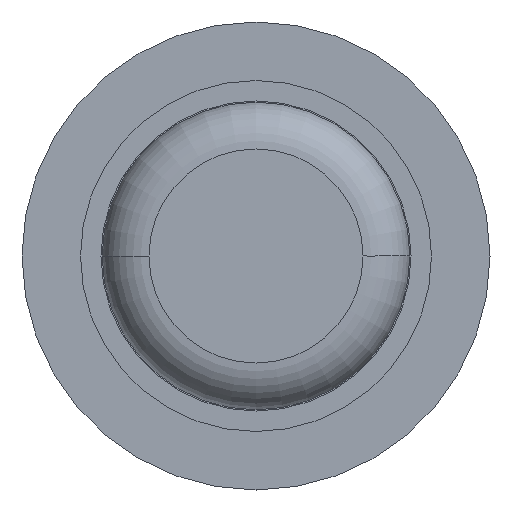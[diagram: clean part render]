
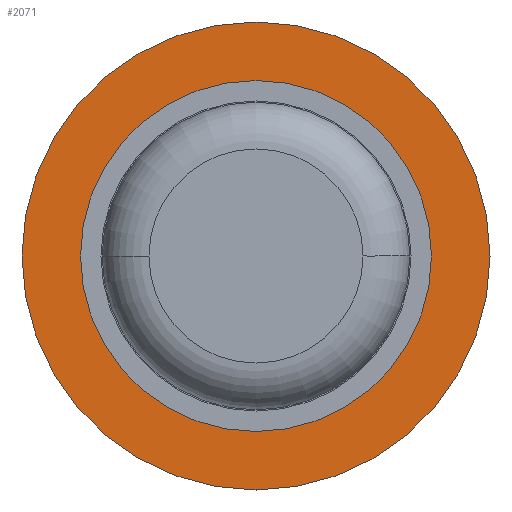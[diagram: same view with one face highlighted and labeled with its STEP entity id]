
A CAD part, front view. The second image highlights one B-rep face of the part: STEP entity #2071.
In plain terms, the highlighted planar face has unit normal (0, -1, 0).
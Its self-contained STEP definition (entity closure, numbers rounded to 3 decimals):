
#13 = CARTESIAN_POINT ( 'NONE',  ( 2., 32.3, 0. ) ) ;
#42 = EDGE_CURVE ( 'Defeature ausgef�hrt1_10+Defeature ausgef�hrt1_9+Defeature ausgef�hrt1_9+Defeature ausgef�hrt1_9', #2593, #3354, #3894, .T. ) ;
#124 = CIRCLE ( 'NONE', #2431, 2. ) ;
#273 = DIRECTION ( 'NONE',  ( 0., 0., 1. ) ) ;
#278 = AXIS2_PLACEMENT_3D ( 'NONE', #1003, #1021, #273 ) ;
#307 = DIRECTION ( 'NONE',  ( 0., 1., 0. ) ) ;
#415 = AXIS2_PLACEMENT_3D ( 'NONE', #651, #307, #3808 ) ;
#491 = CARTESIAN_POINT ( 'NONE',  ( 0., 32.3, 0. ) ) ;
#651 = CARTESIAN_POINT ( 'NONE',  ( 0., 32.3, 0. ) ) ;
#690 = PLANE ( 'NONE',  #3248 ) ;
#892 = AXIS2_PLACEMENT_3D ( 'NONE', #491, #1857, #2210 ) ;
#1003 = CARTESIAN_POINT ( 'NONE',  ( 0., 32.3, 0. ) ) ;
#1021 = DIRECTION ( 'NONE',  ( 0., 1., 0. ) ) ;
#1091 = EDGE_LOOP ( 'NONE', ( #3265, #3287 ) ) ;
#1463 = EDGE_LOOP ( 'NONE', ( #3507, #2330 ) ) ;
#1531 = FACE_BOUND ( 'NONE', #1091, .T. ) ;
#1639 = CIRCLE ( 'NONE', #892, 0.9 ) ;
#1743 = DIRECTION ( 'NONE',  ( 0., 1., 0. ) ) ;
#1857 = DIRECTION ( 'NONE',  ( 0., 1., 0. ) ) ;
#1945 = EDGE_CURVE ( 'Defeature ausgef�hrt1_11+Defeature ausgef�hrt1_10+Defeature ausgef�hrt1_10+Defeature ausgef�hrt1_10', #3611, #3560, #124, .T. ) ;
#1963 = CIRCLE ( 'NONE', #278, 2. ) ;
#2071 = ADVANCED_FACE ( 'Defeature ausgef�hrt1_10', ( #2986, #1531 ), #690, .F. ) ;
#2210 = DIRECTION ( 'NONE',  ( 0., 0., 1. ) ) ;
#2330 = ORIENTED_EDGE ( 'NONE', *, *, #1945, .F. ) ;
#2431 = AXIS2_PLACEMENT_3D ( 'NONE', #3820, #1743, #2801 ) ;
#2593 = VERTEX_POINT ( 'NONE', #2833 ) ;
#2801 = DIRECTION ( 'NONE',  ( 0., 0., 1. ) ) ;
#2833 = CARTESIAN_POINT ( 'NONE',  ( 0., 32.3, 0.9 ) ) ;
#2986 = FACE_OUTER_BOUND ( 'NONE', #1463, .T. ) ;
#3013 = CARTESIAN_POINT ( 'NONE',  ( 0., 32.3, -0.9 ) ) ;
#3248 = AXIS2_PLACEMENT_3D ( 'NONE', #13, #3854, #4205 ) ;
#3265 = ORIENTED_EDGE ( 'NONE', *, *, #42, .T. ) ;
#3287 = ORIENTED_EDGE ( 'NONE', *, *, #3934, .T. ) ;
#3354 = VERTEX_POINT ( 'NONE', #3013 ) ;
#3507 = ORIENTED_EDGE ( 'NONE', *, *, #4487, .F. ) ;
#3560 = VERTEX_POINT ( 'NONE', #4282 ) ;
#3576 = CARTESIAN_POINT ( 'NONE',  ( 0., 32.3, -2. ) ) ;
#3611 = VERTEX_POINT ( 'NONE', #3576 ) ;
#3808 = DIRECTION ( 'NONE',  ( 0., 0., 1. ) ) ;
#3820 = CARTESIAN_POINT ( 'NONE',  ( 0., 32.3, 0. ) ) ;
#3854 = DIRECTION ( 'NONE',  ( 0., 1., 0. ) ) ;
#3894 = CIRCLE ( 'NONE', #415, 0.9 ) ;
#3934 = EDGE_CURVE ( 'Defeature ausgef�hrt1_10+Defeature ausgef�hrt1_9+Defeature ausgef�hrt1_9+Defeature ausgef�hrt1_9', #3354, #2593, #1639, .T. ) ;
#4205 = DIRECTION ( 'NONE',  ( 0., 0., 1. ) ) ;
#4282 = CARTESIAN_POINT ( 'NONE',  ( 0., 32.3, 2. ) ) ;
#4487 = EDGE_CURVE ( 'Defeature ausgef�hrt1_11+Defeature ausgef�hrt1_10+Defeature ausgef�hrt1_10+Defeature ausgef�hrt1_10', #3560, #3611, #1963, .T. ) ;
